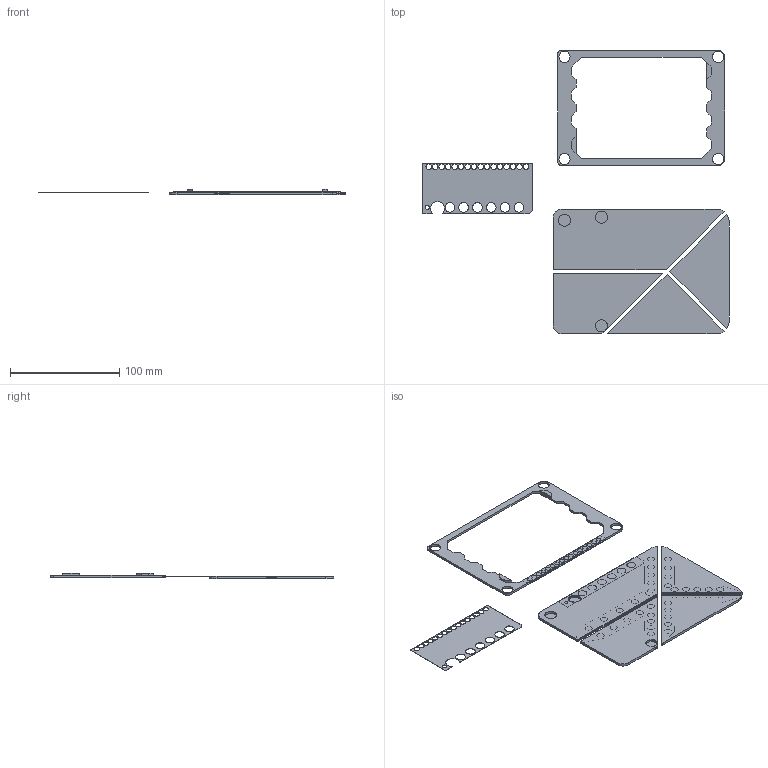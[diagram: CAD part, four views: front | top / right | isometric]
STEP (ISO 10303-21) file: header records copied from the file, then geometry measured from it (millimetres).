
FILE_DESCRIPTION(/* description */ ('STEP AP242','CAx-IF Rec.Pracs.---Representation and Presentation of Product Manufacturing Information (PMI)---4.0---2014-10-13','CAx-IF Rec.Pracs.---3D Tessellated Geometry---0.4---2014-09-14','2;1'),/* implementation_level */ '2;1');
FILE_NAME(/* name */ '62f16d4da241f4642321caa8',/* time_stamp */ '2022-08-08T20:08:46+00:00',/* author */ (''),/* organization */ (''),/* preprocessor_version */ 'ST-DEVELOPER v18.102',/* originating_system */ ' ',/* authorisation */ ' ');
FILE_SCHEMA (('AP242_MANAGED_MODEL_BASED_3D_ENGINEERING_MIM_LF { 1 0 10303 442 1 1 4 }'));
Length unit declared in the file: metre
Products named in the file (6): Part 16; Part 10; Part 9; Part 12; Part 11; Part 3
Bounding box: 280.68 x 259.53 x 5 mm (x, y, z)
Volume: 43774.3 mm3; surface area: 69746.2 mm2
Topology: 6 solids, 6 shells, 224 faces, 669 edges, 459 vertices
Faces by surface type: plane 119, cylinder 103, bspline 2
Full cylindrical faces by diameter (mm): 3 x1, 3.8 x1, 4.5 x16, 5.1 x16, 6.5 x34, 8 x6, 8.8 x6, 10.2 x4, 11 x3
Entity records: 7396 total; most frequent: CARTESIAN_POINT 1252, DIRECTION 1208, ORIENTED_EDGE 1084, EDGE_CURVE 542, EDGE_LOOP 494, FACE_BOUND 494, AXIS2_PLACEMENT_3D 444, VERTEX_POINT 420
